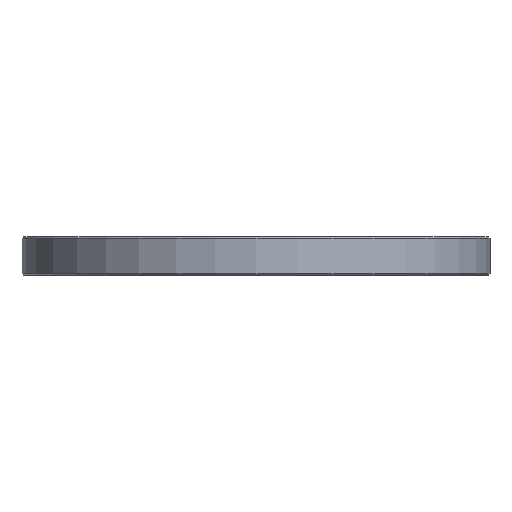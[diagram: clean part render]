
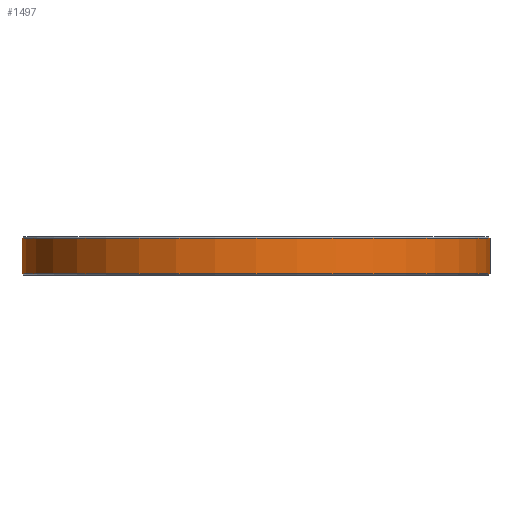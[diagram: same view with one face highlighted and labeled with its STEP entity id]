
A CAD part, front view. The second image highlights one B-rep face of the part: STEP entity #1497.
In plain terms, the highlighted cylindrical face has radius 72.5 mm (diameter 145 mm), a partial arc.
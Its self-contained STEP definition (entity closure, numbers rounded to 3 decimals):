
#34 = DIRECTION ( 'NONE',  ( 0., 0., 1. ) ) ;
#45 = VERTEX_POINT ( 'NONE', #1071 ) ;
#59 = CARTESIAN_POINT ( 'NONE',  ( 72.5, 0., 0. ) ) ;
#66 = DIRECTION ( 'NONE',  ( 0., 0., 1. ) ) ;
#86 = CYLINDRICAL_SURFACE ( 'NONE', #481, 72.5 ) ;
#89 = AXIS2_PLACEMENT_3D ( 'NONE', #1407, #1320, #777 ) ;
#117 = AXIS2_PLACEMENT_3D ( 'NONE', #787, #324, #1756 ) ;
#118 = CIRCLE ( 'NONE', #89, 72.5 ) ;
#248 = FACE_OUTER_BOUND ( 'NONE', #583, .T. ) ;
#324 = DIRECTION ( 'NONE',  ( 0., 0., 1. ) ) ;
#481 = AXIS2_PLACEMENT_3D ( 'NONE', #907, #34, #942 ) ;
#486 = CARTESIAN_POINT ( 'NONE',  ( -72.5, 0., -11.5 ) ) ;
#510 = EDGE_CURVE ( 'NONE', #538, #1370, #1817, .T. ) ;
#538 = VERTEX_POINT ( 'NONE', #1576 ) ;
#582 = DIRECTION ( 'NONE',  ( 0., 0., 1. ) ) ;
#583 = EDGE_LOOP ( 'NONE', ( #1332, #773, #1025, #1000 ) ) ;
#584 = CARTESIAN_POINT ( 'NONE',  ( -72.5, 0., 0. ) ) ;
#749 = CARTESIAN_POINT ( 'NONE',  ( 72.5, 0., -0.5 ) ) ;
#773 = ORIENTED_EDGE ( 'NONE', *, *, #865, .T. ) ;
#777 = DIRECTION ( 'NONE',  ( 1., 0., 0. ) ) ;
#787 = CARTESIAN_POINT ( 'NONE',  ( 0., 0., -11.5 ) ) ;
#865 = EDGE_CURVE ( 'NONE', #1774, #538, #1656, .T. ) ;
#886 = EDGE_CURVE ( 'NONE', #45, #1370, #118, .T. ) ;
#907 = CARTESIAN_POINT ( 'NONE',  ( 0., 0., 0. ) ) ;
#942 = DIRECTION ( 'NONE',  ( 1., 0., 0. ) ) ;
#955 = VECTOR ( 'NONE', #66, 1000. ) ;
#1000 = ORIENTED_EDGE ( 'NONE', *, *, #886, .F. ) ;
#1025 = ORIENTED_EDGE ( 'NONE', *, *, #510, .T. ) ;
#1071 = CARTESIAN_POINT ( 'NONE',  ( -72.5, 0., -0.5 ) ) ;
#1225 = EDGE_CURVE ( 'NONE', #1774, #45, #1495, .T. ) ;
#1320 = DIRECTION ( 'NONE',  ( 0., 0., 1. ) ) ;
#1332 = ORIENTED_EDGE ( 'NONE', *, *, #1225, .F. ) ;
#1370 = VERTEX_POINT ( 'NONE', #749 ) ;
#1403 = VECTOR ( 'NONE', #582, 1000. ) ;
#1407 = CARTESIAN_POINT ( 'NONE',  ( 0., 0., -0.5 ) ) ;
#1495 = LINE ( 'NONE', #584, #1403 ) ;
#1497 = ADVANCED_FACE ( 'NONE', ( #248 ), #86, .T. ) ;
#1576 = CARTESIAN_POINT ( 'NONE',  ( 72.5, 0., -11.5 ) ) ;
#1656 = CIRCLE ( 'NONE', #117, 72.5 ) ;
#1756 = DIRECTION ( 'NONE',  ( 1., 0., 0. ) ) ;
#1774 = VERTEX_POINT ( 'NONE', #486 ) ;
#1817 = LINE ( 'NONE', #59, #955 ) ;
